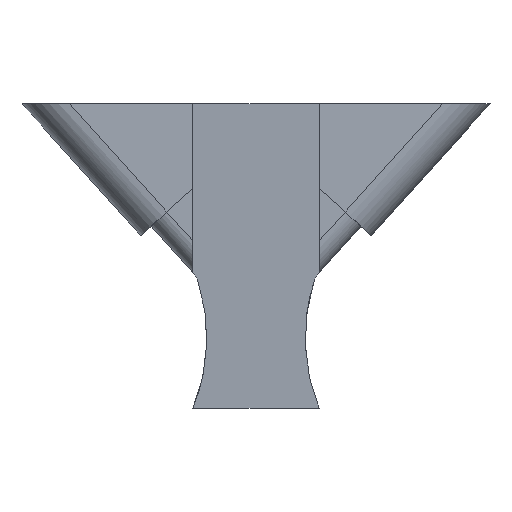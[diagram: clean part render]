
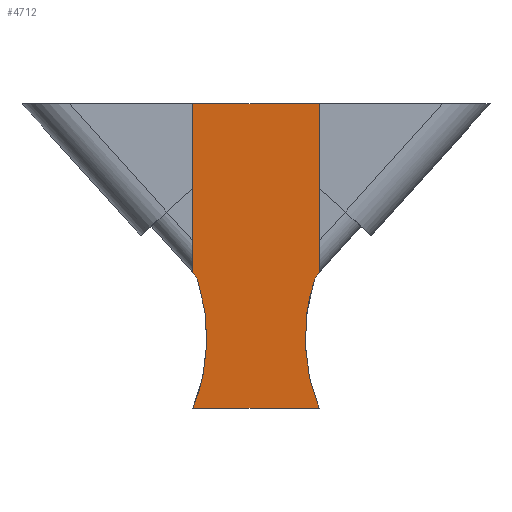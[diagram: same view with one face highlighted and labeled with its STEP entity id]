
A CAD part, front view. The second image highlights one B-rep face of the part: STEP entity #4712.
In plain terms, the highlighted planar face has unit normal (0, -0.999, -0.052).
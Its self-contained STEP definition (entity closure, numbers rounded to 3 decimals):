
#21 = ORIENTED_EDGE ( 'NONE', *, *, #4103, .F. ) ;
#40 = ORIENTED_EDGE ( 'NONE', *, *, #4119, .T. ) ;
#62 = ORIENTED_EDGE ( 'NONE', *, *, #714, .T. ) ;
#66 = ORIENTED_EDGE ( 'NONE', *, *, #699, .T. ) ;
#118 = ORIENTED_EDGE ( 'NONE', *, *, #4944, .T. ) ;
#576 = ORIENTED_EDGE ( 'NONE', *, *, #715, .T. ) ;
#599 = ORIENTED_EDGE ( 'NONE', *, *, #942, .F. ) ;
#601 = ORIENTED_EDGE ( 'NONE', *, *, #682, .T. ) ;
#682 = EDGE_CURVE ( 'NONE', #4585, #4519, #4197, .T. ) ;
#699 = EDGE_CURVE ( 'NONE', #3995, #4650, #4235, .T. ) ;
#714 = EDGE_CURVE ( 'NONE', #4650, #4568, #4213, .T. ) ;
#715 = EDGE_CURVE ( 'NONE', #4582, #4585, #4183, .T. ) ;
#742 = DIRECTION ( 'NONE',  ( 1., 0., 0. ) ) ;
#755 = CARTESIAN_POINT ( 'NONE',  ( -1.05, -9.216, -6.5 ) ) ;
#942 = EDGE_CURVE ( 'NONE', #3959, #4519, #6040, .T. ) ;
#1454 = CARTESIAN_POINT ( 'NONE',  ( 1.35, -9.368, -3.6 ) ) ;
#1463 = CARTESIAN_POINT ( 'NONE',  ( 1.247, -9.359, -3.778 ) ) ;
#1479 = CARTESIAN_POINT ( 'NONE',  ( 1.268, -9.362, -3.711 ) ) ;
#1481 = CARTESIAN_POINT ( 'NONE',  ( 1.303, -9.365, -3.651 ) ) ;
#1491 = CARTESIAN_POINT ( 'NONE',  ( -1.303, -9.365, -3.651 ) ) ;
#1495 = CARTESIAN_POINT ( 'NONE',  ( -1.35, -9.368, -3.6 ) ) ;
#1496 = CARTESIAN_POINT ( 'NONE',  ( -1.247, -9.359, -3.778 ) ) ;
#1524 = CARTESIAN_POINT ( 'NONE',  ( -1.268, -9.362, -3.711 ) ) ;
#1525 = CARTESIAN_POINT ( 'NONE',  ( -0.985, -9.262, -5.625 ) ) ;
#1526 = CARTESIAN_POINT ( 'NONE',  ( -1.35, -9.216, -6.5 ) ) ;
#1527 = CARTESIAN_POINT ( 'NONE',  ( 1.35, -9.216, -6.5 ) ) ;
#1538 = CARTESIAN_POINT ( 'NONE',  ( -0.949, -9.312, -4.678 ) ) ;
#1551 = CARTESIAN_POINT ( 'NONE',  ( 0.985, -9.262, -5.625 ) ) ;
#1555 = CARTESIAN_POINT ( 'NONE',  ( -1.247, -9.359, -3.778 ) ) ;
#1558 = CARTESIAN_POINT ( 'NONE',  ( 1.247, -9.359, -3.778 ) ) ;
#1559 = CARTESIAN_POINT ( 'NONE',  ( 0.949, -9.312, -4.678 ) ) ;
#1579 = CARTESIAN_POINT ( 'NONE',  ( 1.35, -9.216, -6.5 ) ) ;
#1590 = DIRECTION ( 'NONE',  ( 0., 0.052, -0.999 ) ) ;
#2054 = PLANE ( 'NONE',  #2465 ) ;
#2083 = CARTESIAN_POINT ( 'NONE',  ( -1.05, -9.216, -6.5 ) ) ;
#2119 = DIRECTION ( 'NONE',  ( 0., -0.999, -0.052 ) ) ;
#2126 = DIRECTION ( 'NONE',  ( 0., 0.052, -0.999 ) ) ;
#2465 = AXIS2_PLACEMENT_3D ( 'NONE', #2083, #2119, #2126 ) ;
#2978 = CARTESIAN_POINT ( 'NONE',  ( -1.35, -9.368, -3.6 ) ) ;
#2989 = CARTESIAN_POINT ( 'NONE',  ( 1.35, -9.557, 0. ) ) ;
#3063 = CARTESIAN_POINT ( 'NONE',  ( -1.35, -9.557, 0. ) ) ;
#3096 = DIRECTION ( 'NONE',  ( 1., 0., 0. ) ) ;
#3118 = CARTESIAN_POINT ( 'NONE',  ( -1.05, -9.557, 0. ) ) ;
#3142 = CARTESIAN_POINT ( 'NONE',  ( -1.35, -9.216, -6.5 ) ) ;
#3153 = DIRECTION ( 'NONE',  ( 0., 0.052, -0.999 ) ) ;
#3260 = CARTESIAN_POINT ( 'NONE',  ( 1.35, -9.368, -3.6 ) ) ;
#3299 = CARTESIAN_POINT ( 'NONE',  ( 1.35, -9.216, -6.5 ) ) ;
#3327 = CARTESIAN_POINT ( 'NONE',  ( -1.35, -9.216, -6.5 ) ) ;
#3342 = CARTESIAN_POINT ( 'NONE',  ( 1.247, -9.359, -3.778 ) ) ;
#3387 = CARTESIAN_POINT ( 'NONE',  ( -1.247, -9.359, -3.778 ) ) ;
#3808 = EDGE_LOOP ( 'NONE', ( #576, #601, #599, #21, #40, #66, #62, #118 ) ) ;
#3959 = VERTEX_POINT ( 'NONE', #2989 ) ;
#3995 = VERTEX_POINT ( 'NONE', #2978 ) ;
#4004 = VERTEX_POINT ( 'NONE', #3063 ) ;
#4103 = EDGE_CURVE ( 'NONE', #4004, #3959, #5412, .T. ) ;
#4119 = EDGE_CURVE ( 'NONE', #4004, #3995, #5420, .T. ) ;
#4183 =( BOUNDED_CURVE ( )  B_SPLINE_CURVE ( 3, ( #1527, #1551, #1559, #1558 ),
 .UNSPECIFIED., .F., .F. ) 
 B_SPLINE_CURVE_WITH_KNOTS ( ( 4, 4 ),
 ( 4.318, 5.031 ),
 .UNSPECIFIED. ) 
 CURVE ( )  GEOMETRIC_REPRESENTATION_ITEM ( )  RATIONAL_B_SPLINE_CURVE ( ( 1., 0.958, 0.958, 1. ) ) 
 REPRESENTATION_ITEM ( '' )  );
#4197 =( BOUNDED_CURVE ( )  B_SPLINE_CURVE ( 3, ( #1463, #1479, #1481, #1454 ),
 .UNSPECIFIED., .F., .F. ) 
 B_SPLINE_CURVE_WITH_KNOTS ( ( 4, 4 ),
 ( 5.031, 5.446 ),
 .UNSPECIFIED. ) 
 CURVE ( )  GEOMETRIC_REPRESENTATION_ITEM ( )  RATIONAL_B_SPLINE_CURVE ( ( 1., 0.986, 0.986, 1. ) ) 
 REPRESENTATION_ITEM ( '' )  );
#4213 =( BOUNDED_CURVE ( )  B_SPLINE_CURVE ( 3, ( #1555, #1538, #1525, #1526 ),
 .UNSPECIFIED., .F., .F. ) 
 B_SPLINE_CURVE_WITH_KNOTS ( ( 4, 4 ),
 ( 1.252, 1.966 ),
 .UNSPECIFIED. ) 
 CURVE ( )  GEOMETRIC_REPRESENTATION_ITEM ( )  RATIONAL_B_SPLINE_CURVE ( ( 1., 0.958, 0.958, 1. ) ) 
 REPRESENTATION_ITEM ( '' )  );
#4235 =( BOUNDED_CURVE ( )  B_SPLINE_CURVE ( 3, ( #1495, #1491, #1524, #1496 ),
 .UNSPECIFIED., .F., .F. ) 
 B_SPLINE_CURVE_WITH_KNOTS ( ( 4, 4 ),
 ( 0.837, 1.252 ),
 .UNSPECIFIED. ) 
 CURVE ( )  GEOMETRIC_REPRESENTATION_ITEM ( )  RATIONAL_B_SPLINE_CURVE ( ( 1., 0.986, 0.986, 1. ) ) 
 REPRESENTATION_ITEM ( '' )  );
#4519 = VERTEX_POINT ( 'NONE', #3260 ) ;
#4568 = VERTEX_POINT ( 'NONE', #3327 ) ;
#4582 = VERTEX_POINT ( 'NONE', #3299 ) ;
#4585 = VERTEX_POINT ( 'NONE', #3342 ) ;
#4650 = VERTEX_POINT ( 'NONE', #3387 ) ;
#4712 = ADVANCED_FACE ( 'NONE', ( #5557 ), #2054, .T. ) ;
#4944 = EDGE_CURVE ( 'NONE', #4568, #4582, #6119, .T. ) ;
#5412 = LINE ( 'NONE', #3118, #5454 ) ;
#5420 = LINE ( 'NONE', #3142, #5444 ) ;
#5444 = VECTOR ( 'NONE', #3153, 1000. ) ;
#5454 = VECTOR ( 'NONE', #3096, 1000. ) ;
#5557 = FACE_OUTER_BOUND ( 'NONE', #3808, .T. ) ;
#6005 = VECTOR ( 'NONE', #1590, 1000. ) ;
#6040 = LINE ( 'NONE', #1579, #6005 ) ;
#6119 = LINE ( 'NONE', #755, #6120 ) ;
#6120 = VECTOR ( 'NONE', #742, 1000. ) ;
